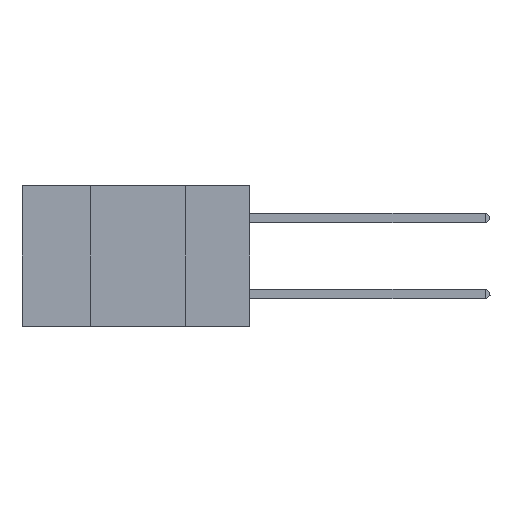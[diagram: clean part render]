
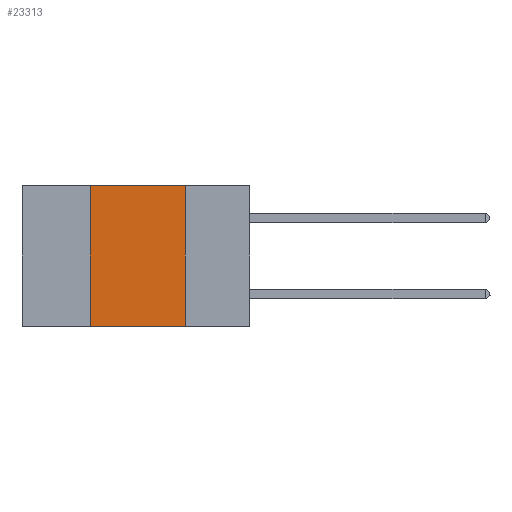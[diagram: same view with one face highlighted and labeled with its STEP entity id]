
A CAD part, left-side view. The second image highlights one B-rep face of the part: STEP entity #23313.
In plain terms, the highlighted planar face has unit normal (-1, 0, 0).
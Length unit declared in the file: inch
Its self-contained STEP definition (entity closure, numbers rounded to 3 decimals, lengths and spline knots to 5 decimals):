
#163 = VECTOR ( 'NONE', #25865, 39.37008 ) ;
#870 = VECTOR ( 'NONE', #14668, 39.37008 ) ;
#932 = CARTESIAN_POINT ( 'NONE',  ( 0., 0.17, -0.37 ) ) ;
#1628 = CARTESIAN_POINT ( 'NONE',  ( 0., 0.42, -0.37 ) ) ;
#3857 = LINE ( 'NONE', #24496, #8242 ) ;
#4313 = ORIENTED_EDGE ( 'NONE', *, *, #14551, .T. ) ;
#6153 = LINE ( 'NONE', #18766, #870 ) ;
#6690 = EDGE_LOOP ( 'NONE', ( #17320, #19721, #14911, #4313 ) ) ;
#7625 = CARTESIAN_POINT ( 'NONE',  ( 0., 0.17, 0. ) ) ;
#7816 = PLANE ( 'NONE',  #19199 ) ;
#8242 = VECTOR ( 'NONE', #12379, 39.37008 ) ;
#11233 = VERTEX_POINT ( 'NONE', #18504 ) ;
#12379 = DIRECTION ( 'NONE',  ( 0., 0., -1. ) ) ;
#13720 = CARTESIAN_POINT ( 'NONE',  ( 0., 0.42, 0. ) ) ;
#13936 = LINE ( 'NONE', #13720, #163 ) ;
#13999 = FACE_OUTER_BOUND ( 'NONE', #6690, .T. ) ;
#14551 = EDGE_CURVE ( 'NONE', #20676, #25639, #6153, .T. ) ;
#14668 = DIRECTION ( 'NONE',  ( 0., -1., 0. ) ) ;
#14911 = ORIENTED_EDGE ( 'NONE', *, *, #25325, .F. ) ;
#15514 = EDGE_CURVE ( 'NONE', #11233, #15959, #18119, .T. ) ;
#15605 = DIRECTION ( 'NONE',  ( 1., 0., 0. ) ) ;
#15959 = VERTEX_POINT ( 'NONE', #7625 ) ;
#16191 = VECTOR ( 'NONE', #20508, 39.37008 ) ;
#17320 = ORIENTED_EDGE ( 'NONE', *, *, #18972, .F. ) ;
#18119 = LINE ( 'NONE', #20254, #16191 ) ;
#18504 = CARTESIAN_POINT ( 'NONE',  ( 0., 0.42, 0. ) ) ;
#18766 = CARTESIAN_POINT ( 'NONE',  ( 0., 0.6, -0.37 ) ) ;
#18972 = EDGE_CURVE ( 'NONE', #15959, #25639, #3857, .T. ) ;
#19199 = AXIS2_PLACEMENT_3D ( 'NONE', #21688, #15605, #23882 ) ;
#19721 = ORIENTED_EDGE ( 'NONE', *, *, #15514, .F. ) ;
#20254 = CARTESIAN_POINT ( 'NONE',  ( 0., 0.6, 0. ) ) ;
#20508 = DIRECTION ( 'NONE',  ( 0., -1., 0. ) ) ;
#20676 = VERTEX_POINT ( 'NONE', #1628 ) ;
#21688 = CARTESIAN_POINT ( 'NONE',  ( 0., 0.6, 0. ) ) ;
#23313 = ADVANCED_FACE ( 'NONE', ( #13999 ), #7816, .F. ) ;
#23882 = DIRECTION ( 'NONE',  ( 0., 0., -1. ) ) ;
#24496 = CARTESIAN_POINT ( 'NONE',  ( 0., 0.17, 0. ) ) ;
#25325 = EDGE_CURVE ( 'NONE', #20676, #11233, #13936, .T. ) ;
#25639 = VERTEX_POINT ( 'NONE', #932 ) ;
#25865 = DIRECTION ( 'NONE',  ( 0., 0., 1. ) ) ;
